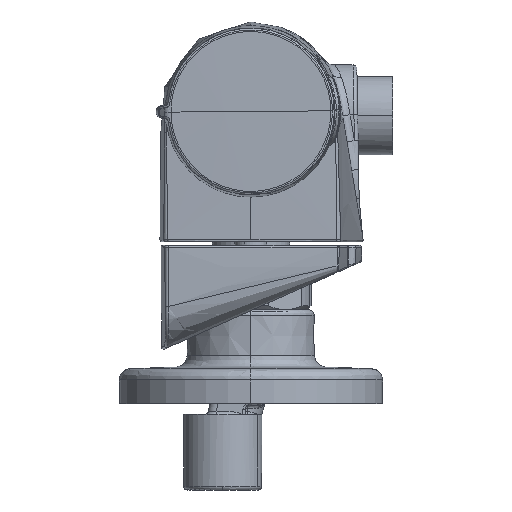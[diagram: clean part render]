
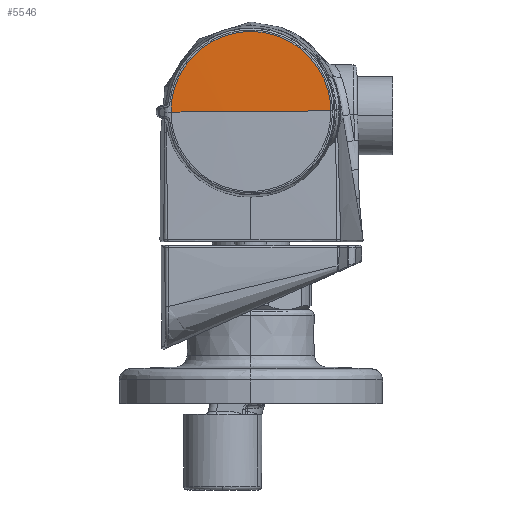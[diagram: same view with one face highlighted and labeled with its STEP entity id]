
A CAD part, left-side view. The second image highlights one B-rep face of the part: STEP entity #5546.
In plain terms, the highlighted spherical face has radius 1000 mm.
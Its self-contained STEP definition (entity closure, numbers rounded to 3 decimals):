
#5546 = ADVANCED_FACE ( 'NONE', ( #45863 ), #21222, .T. ) ;
#5834 = DIRECTION ( 'NONE',  ( 0., 0.008, 1. ) ) ;
#8286 = EDGE_CURVE ( 'NONE', #37659, #18901, #11102, .T. ) ;
#8761 = ORIENTED_EDGE ( 'NONE', *, *, #8286, .T. ) ;
#9100 = DIRECTION ( 'NONE',  ( -1., 0., 0. ) ) ;
#11102 = CIRCLE ( 'NONE', #38833, 1000. ) ;
#11854 = CARTESIAN_POINT ( 'NONE',  ( -96.044, -21.263, 71.01 ) ) ;
#13312 = ORIENTED_EDGE ( 'NONE', *, *, #28278, .F. ) ;
#15705 = DIRECTION ( 'NONE',  ( 0., -0.008, -1. ) ) ;
#15860 = CARTESIAN_POINT ( 'NONE',  ( 903.73, -0.025, 70.838 ) ) ;
#17393 = CARTESIAN_POINT ( 'NONE',  ( -96.044, -21.263, 71.007 ) ) ;
#17750 = EDGE_CURVE ( 'NONE', #37349, #18901, #18584, .T. ) ;
#18584 =( BOUNDED_CURVE ( )  B_SPLINE_CURVE ( 2, ( #24423, #17393, #24567 ),
 .UNSPECIFIED., .F., .F. ) 
 B_SPLINE_CURVE_WITH_KNOTS ( ( 3, 3 ),
 ( 0., 0. ),
 .UNSPECIFIED. ) 
 CURVE ( )  GEOMETRIC_REPRESENTATION_ITEM ( )  RATIONAL_B_SPLINE_CURVE ( ( 1., 1., 1. ) ) 
 REPRESENTATION_ITEM ( '' )  );
#18602 = CARTESIAN_POINT ( 'NONE',  ( -96.044, -21.091, 92.247 ) ) ;
#18901 = VERTEX_POINT ( 'NONE', #44533 ) ;
#20821 = CARTESIAN_POINT ( 'NONE',  ( -96.044, 21.212, 70.672 ) ) ;
#21222 = SPHERICAL_SURFACE ( 'NONE', #30392, 1000. ) ;
#21963 = ORIENTED_EDGE ( 'NONE', *, *, #17750, .F. ) ;
#24423 = CARTESIAN_POINT ( 'NONE',  ( -96.044, -21.263, 71.01 ) ) ;
#24567 = CARTESIAN_POINT ( 'NONE',  ( -96.044, -21.263, 71.004 ) ) ;
#27690 =( BOUNDED_CURVE ( )  B_SPLINE_CURVE ( 2, ( #32391, #29850, #29690, #18602, #11854 ),
 .UNSPECIFIED., .F., .F. ) 
 B_SPLINE_CURVE_WITH_KNOTS ( ( 3, 2, 3 ),
 ( 0., 0.5, 1. ),
 .UNSPECIFIED. ) 
 CURVE ( )  GEOMETRIC_REPRESENTATION_ITEM ( )  RATIONAL_B_SPLINE_CURVE ( ( 1., 0.707, 1., 0.707, 1. ) ) 
 REPRESENTATION_ITEM ( '' )  );
#28278 = EDGE_CURVE ( 'NONE', #37659, #37349, #27690, .T. ) ;
#29690 = CARTESIAN_POINT ( 'NONE',  ( -96.044, 0.146, 92.075 ) ) ;
#29850 = CARTESIAN_POINT ( 'NONE',  ( -96.044, 21.378, 91.903 ) ) ;
#30392 = AXIS2_PLACEMENT_3D ( 'NONE', #15860, #15705, #9100 ) ;
#32391 = CARTESIAN_POINT ( 'NONE',  ( -96.044, 21.212, 70.672 ) ) ;
#34497 = DIRECTION ( 'NONE',  ( 0., -1., 0.008 ) ) ;
#37349 = VERTEX_POINT ( 'NONE', #40666 ) ;
#37659 = VERTEX_POINT ( 'NONE', #20821 ) ;
#38833 = AXIS2_PLACEMENT_3D ( 'NONE', #45273, #5834, #34497 ) ;
#40666 = CARTESIAN_POINT ( 'NONE',  ( -96.044, -21.263, 71.01 ) ) ;
#40681 = EDGE_LOOP ( 'NONE', ( #13312, #8761, #21963 ) ) ;
#44533 = CARTESIAN_POINT ( 'NONE',  ( -96.044, -21.263, 71.004 ) ) ;
#45273 = CARTESIAN_POINT ( 'NONE',  ( 903.73, -0.025, 70.838 ) ) ;
#45863 = FACE_OUTER_BOUND ( 'NONE', #40681, .T. ) ;
